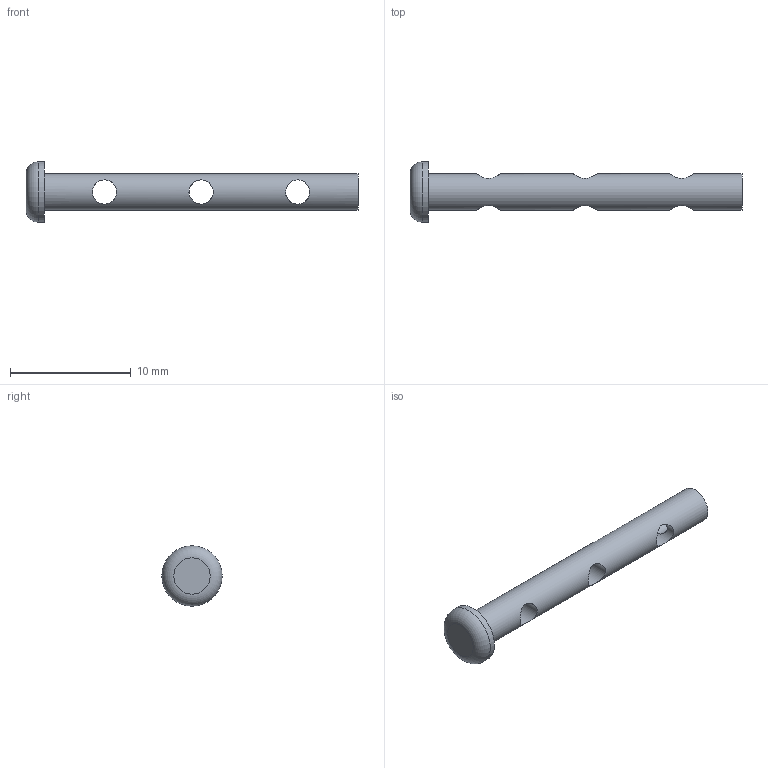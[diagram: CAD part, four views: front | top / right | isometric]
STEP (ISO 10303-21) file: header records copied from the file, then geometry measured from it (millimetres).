
FILE_DESCRIPTION(/* description */ (''),/* implementation_level */ '2;1');
FILE_NAME(/* name */ 'Axe long.stp',/* time_stamp */ '2019-07-15T17:08:27+02:00',/* author */ ('Aeris'),/* organization */ (''),/* preprocessor_version */ 'ST-DEVELOPER v17',/* originating_system */ 'Autodesk Inventor 2019',/* authorisation */ '');
FILE_SCHEMA (('AUTOMOTIVE_DESIGN { 1 0 10303 214 3 1 1 }'));
Length unit declared in the file: millimetre
Products named in the file (1): Fermoire - Axe long
Bounding box: 27.5 x 5 x 5 mm (x, y, z)
Volume: 174.2 mm3; surface area: 351.7 mm2
Topology: 1 solids, 1 shells, 12 faces, 47 edges, 34 vertices
Faces by surface type: cylinder 7, plane 3, cone 1, torus 1
Full cylindrical faces by diameter (mm): 1.5 x2, 2 x3, 3 x1, 5 x1
Entity records: 829 total; most frequent: CARTESIAN_POINT 389, ORIENTED_EDGE 92, DIRECTION 70, EDGE_CURVE 46, VERTEX_POINT 34, AXIS2_PLACEMENT_3D 29, EDGE_LOOP 18, B_SPLINE_CURVE_WITH_KNOTS 18
